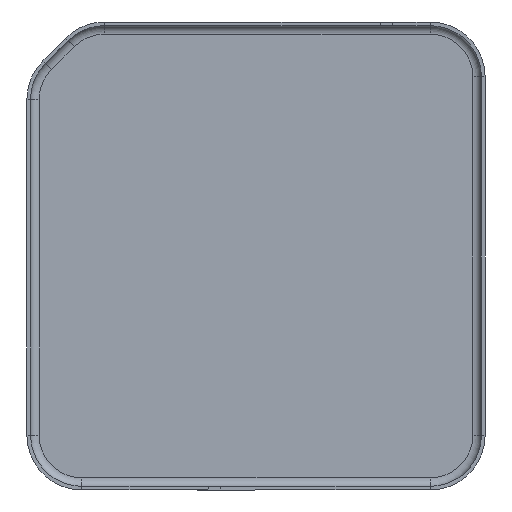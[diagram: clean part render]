
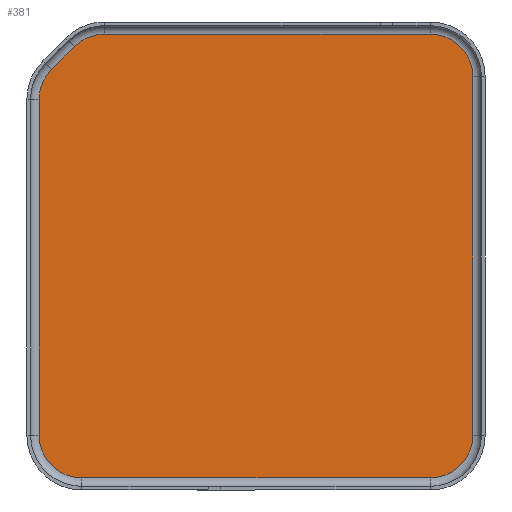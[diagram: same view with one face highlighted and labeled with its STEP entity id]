
A CAD part, front view. The second image highlights one B-rep face of the part: STEP entity #381.
In plain terms, the highlighted planar face has unit normal (0, -1, 0).
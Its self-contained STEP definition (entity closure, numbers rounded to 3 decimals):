
#9 = DIRECTION ( 'NONE',  ( 0., 1., 0. ) ) ;
#15 = DIRECTION ( 'NONE',  ( 0., 0., 1. ) ) ;
#23 = EDGE_CURVE ( 'NONE', #291, #1361, #1259, .T. ) ;
#35 = VECTOR ( 'NONE', #1573, 1000. ) ;
#81 = VERTEX_POINT ( 'NONE', #1050 ) ;
#86 = DIRECTION ( 'NONE',  ( -1., 0., 0. ) ) ;
#100 = ORIENTED_EDGE ( 'NONE', *, *, #1317, .F. ) ;
#110 = EDGE_CURVE ( 'NONE', #645, #1171, #1543, .T. ) ;
#150 = DIRECTION ( 'NONE',  ( 0., 1., 0. ) ) ;
#152 = CARTESIAN_POINT ( 'NONE',  ( -17.8, -0.3, -14.7 ) ) ;
#186 = VECTOR ( 'NONE', #1074, 1000. ) ;
#216 = EDGE_CURVE ( 'NONE', #1361, #1005, #396, .T. ) ;
#224 = LINE ( 'NONE', #152, #186 ) ;
#246 = EDGE_CURVE ( 'NONE', #1005, #630, #439, .T. ) ;
#247 = CARTESIAN_POINT ( 'NONE',  ( -16.775, -0.3, 15.311 ) ) ;
#260 = CARTESIAN_POINT ( 'NONE',  ( 14.3, -0.3, 18.2 ) ) ;
#276 = VECTOR ( 'NONE', #370, 1000. ) ;
#286 = DIRECTION ( 'NONE',  ( 0., 1., 0. ) ) ;
#289 = CARTESIAN_POINT ( 'NONE',  ( 14.3, -0.3, 14.7 ) ) ;
#291 = VERTEX_POINT ( 'NONE', #732 ) ;
#292 = AXIS2_PLACEMENT_3D ( 'NONE', #519, #1063, #1176 ) ;
#310 = CARTESIAN_POINT ( 'NONE',  ( -12.436, -0.3, 18.2 ) ) ;
#331 = FACE_OUTER_BOUND ( 'NONE', #533, .T. ) ;
#341 = EDGE_CURVE ( 'NONE', #630, #926, #417, .T. ) ;
#347 = DIRECTION ( 'NONE',  ( 0., 0., 1. ) ) ;
#370 = DIRECTION ( 'NONE',  ( 0., 0., -1. ) ) ;
#381 = ADVANCED_FACE ( 'NONE', ( #331 ), #643, .T. ) ;
#385 = CIRCLE ( 'NONE', #449, 3.5 ) ;
#396 = CIRCLE ( 'NONE', #1225, 3.5 ) ;
#397 = VERTEX_POINT ( 'NONE', #260 ) ;
#417 = CIRCLE ( 'NONE', #1062, 3.5 ) ;
#439 = LINE ( 'NONE', #1144, #747 ) ;
#444 = EDGE_CURVE ( 'NONE', #958, #645, #1094, .T. ) ;
#449 = AXIS2_PLACEMENT_3D ( 'NONE', #289, #286, #1604 ) ;
#451 = CARTESIAN_POINT ( 'NONE',  ( 17.8, -0.3, -14.7 ) ) ;
#467 = CIRCLE ( 'NONE', #1661, 3.5 ) ;
#484 = ORIENTED_EDGE ( 'NONE', *, *, #341, .F. ) ;
#511 = ORIENTED_EDGE ( 'NONE', *, *, #1075, .F. ) ;
#519 = CARTESIAN_POINT ( 'NONE',  ( 14.3, -0.3, 14.7 ) ) ;
#523 = CARTESIAN_POINT ( 'NONE',  ( -12.436, -0.3, 18.2 ) ) ;
#533 = EDGE_LOOP ( 'NONE', ( #1151, #100, #578, #1440, #1546, #511, #484, #1444, #748, #1072 ) ) ;
#548 = DIRECTION ( 'NONE',  ( 0., 0., 1. ) ) ;
#578 = ORIENTED_EDGE ( 'NONE', *, *, #110, .F. ) ;
#603 = AXIS2_PLACEMENT_3D ( 'NONE', #911, #9, #918 ) ;
#630 = VERTEX_POINT ( 'NONE', #682 ) ;
#638 = CARTESIAN_POINT ( 'NONE',  ( 17.8, -0.3, 14.7 ) ) ;
#643 = PLANE ( 'NONE',  #292 ) ;
#645 = VERTEX_POINT ( 'NONE', #697 ) ;
#682 = CARTESIAN_POINT ( 'NONE',  ( -14.3, -0.3, -18.2 ) ) ;
#697 = CARTESIAN_POINT ( 'NONE',  ( -14.911, -0.3, 17.175 ) ) ;
#732 = CARTESIAN_POINT ( 'NONE',  ( 17.8, -0.3, 14.7 ) ) ;
#736 = LINE ( 'NONE', #310, #900 ) ;
#747 = VECTOR ( 'NONE', #86, 1000. ) ;
#748 = ORIENTED_EDGE ( 'NONE', *, *, #216, .F. ) ;
#767 = CARTESIAN_POINT ( 'NONE',  ( -17.8, -0.3, -14.7 ) ) ;
#900 = VECTOR ( 'NONE', #1372, 1000. ) ;
#911 = CARTESIAN_POINT ( 'NONE',  ( -12.436, -0.3, 14.7 ) ) ;
#918 = DIRECTION ( 'NONE',  ( 0., 0., 1. ) ) ;
#926 = VERTEX_POINT ( 'NONE', #767 ) ;
#930 = CARTESIAN_POINT ( 'NONE',  ( 14.3, -0.3, -14.7 ) ) ;
#958 = VERTEX_POINT ( 'NONE', #1316 ) ;
#1005 = VERTEX_POINT ( 'NONE', #1697 ) ;
#1050 = CARTESIAN_POINT ( 'NONE',  ( -17.8, -0.3, 12.836 ) ) ;
#1062 = AXIS2_PLACEMENT_3D ( 'NONE', #1558, #1681, #347 ) ;
#1063 = DIRECTION ( 'NONE',  ( 0., -1., 0. ) ) ;
#1072 = ORIENTED_EDGE ( 'NONE', *, *, #23, .F. ) ;
#1074 = DIRECTION ( 'NONE',  ( 0., 0., 1. ) ) ;
#1075 = EDGE_CURVE ( 'NONE', #926, #81, #224, .T. ) ;
#1094 = LINE ( 'NONE', #247, #35 ) ;
#1144 = CARTESIAN_POINT ( 'NONE',  ( 14.3, -0.3, -18.2 ) ) ;
#1151 = ORIENTED_EDGE ( 'NONE', *, *, #1380, .F. ) ;
#1171 = VERTEX_POINT ( 'NONE', #523 ) ;
#1176 = DIRECTION ( 'NONE',  ( 0., 0., -1. ) ) ;
#1223 = DIRECTION ( 'NONE',  ( 0., 1., 0. ) ) ;
#1225 = AXIS2_PLACEMENT_3D ( 'NONE', #930, #150, #15 ) ;
#1259 = LINE ( 'NONE', #638, #276 ) ;
#1316 = CARTESIAN_POINT ( 'NONE',  ( -16.775, -0.3, 15.311 ) ) ;
#1317 = EDGE_CURVE ( 'NONE', #1171, #397, #736, .T. ) ;
#1355 = CARTESIAN_POINT ( 'NONE',  ( -14.3, -0.3, 12.836 ) ) ;
#1361 = VERTEX_POINT ( 'NONE', #451 ) ;
#1372 = DIRECTION ( 'NONE',  ( 1., 0., 0. ) ) ;
#1380 = EDGE_CURVE ( 'NONE', #397, #291, #385, .T. ) ;
#1438 = EDGE_CURVE ( 'NONE', #81, #958, #467, .T. ) ;
#1440 = ORIENTED_EDGE ( 'NONE', *, *, #444, .F. ) ;
#1444 = ORIENTED_EDGE ( 'NONE', *, *, #246, .F. ) ;
#1543 = CIRCLE ( 'NONE', #603, 3.5 ) ;
#1546 = ORIENTED_EDGE ( 'NONE', *, *, #1438, .F. ) ;
#1558 = CARTESIAN_POINT ( 'NONE',  ( -14.3, -0.3, -14.7 ) ) ;
#1573 = DIRECTION ( 'NONE',  ( 0.707, 0., 0.707 ) ) ;
#1604 = DIRECTION ( 'NONE',  ( 0., 0., 1. ) ) ;
#1661 = AXIS2_PLACEMENT_3D ( 'NONE', #1355, #1223, #548 ) ;
#1681 = DIRECTION ( 'NONE',  ( 0., 1., 0. ) ) ;
#1697 = CARTESIAN_POINT ( 'NONE',  ( 14.3, -0.3, -18.2 ) ) ;
